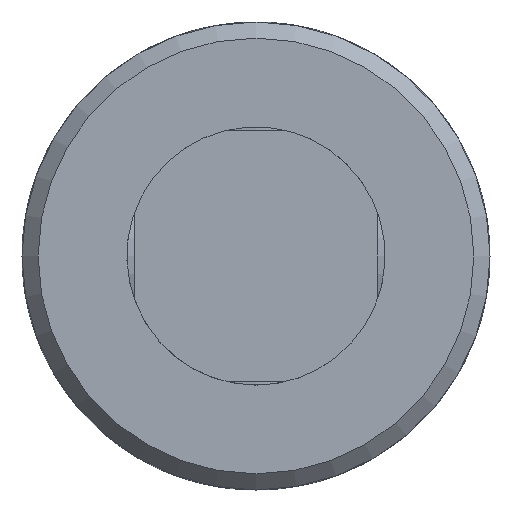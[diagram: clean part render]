
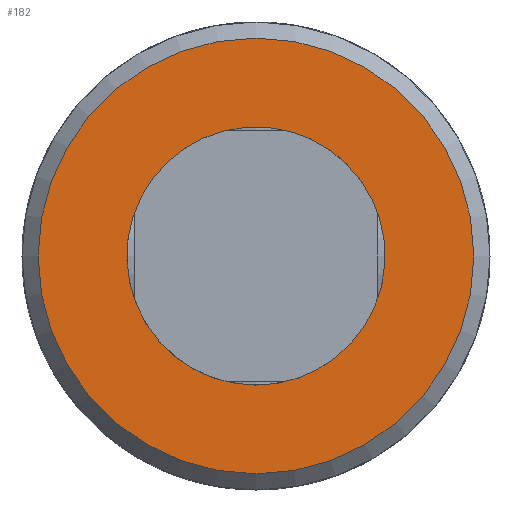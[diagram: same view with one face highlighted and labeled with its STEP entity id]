
A CAD part, left-side view. The second image highlights one B-rep face of the part: STEP entity #182.
In plain terms, the highlighted planar face has unit normal (-1, 0, 0).
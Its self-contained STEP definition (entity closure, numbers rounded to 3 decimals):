
#182 = ADVANCED_FACE( '', ( #352, #353 ), #354, .F. );
#352 = FACE_OUTER_BOUND( '', #500, .T. );
#353 = FACE_BOUND( '', #501, .T. );
#354 = PLANE( '', #502 );
#500 = EDGE_LOOP( '', ( #767 ) );
#501 = EDGE_LOOP( '', ( #768 ) );
#502 = AXIS2_PLACEMENT_3D( '', #769, #770, #771 );
#767 = ORIENTED_EDGE( '', *, *, #815, .F. );
#768 = ORIENTED_EDGE( '', *, *, #823, .T. );
#769 = CARTESIAN_POINT( '', ( 0., 0., 0. ) );
#770 = DIRECTION( '', ( 1., 0., 0. ) );
#771 = DIRECTION( '', ( 0., 0., -1. ) );
#815 = EDGE_CURVE( '', #936, #936, #937, .T. );
#823 = EDGE_CURVE( '', #947, #947, #948, .T. );
#936 = VERTEX_POINT( '', #1148 );
#937 = CIRCLE( '', #1149, 27. );
#947 = VERTEX_POINT( '', #1247 );
#948 = CIRCLE( '', #1248, 16. );
#1148 = CARTESIAN_POINT( '', ( 0., 0., -27. ) );
#1149 = AXIS2_PLACEMENT_3D( '', #1687, #1688, #1689 );
#1247 = CARTESIAN_POINT( '', ( 0., 0., -16. ) );
#1248 = AXIS2_PLACEMENT_3D( '', #1696, #1697, #1698 );
#1687 = CARTESIAN_POINT( '', ( 0., 0., 0. ) );
#1688 = DIRECTION( '', ( 1., 0., 0. ) );
#1689 = DIRECTION( '', ( 0., 0., -1. ) );
#1696 = CARTESIAN_POINT( '', ( 0., 0., 0. ) );
#1697 = DIRECTION( '', ( 1., 0., 0. ) );
#1698 = DIRECTION( '', ( 0., 0., -1. ) );
